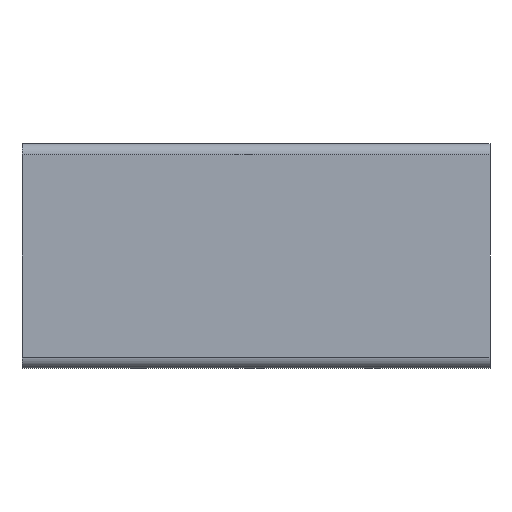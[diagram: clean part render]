
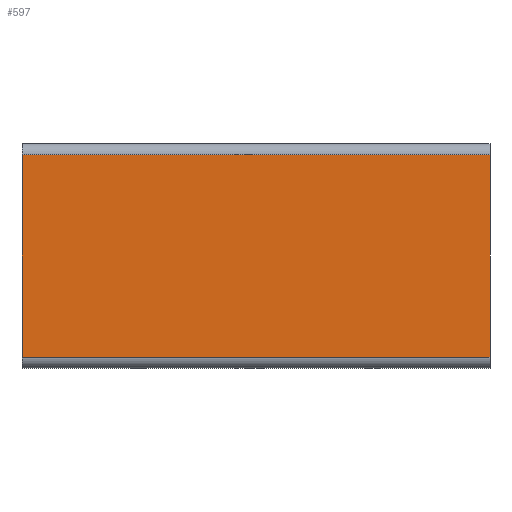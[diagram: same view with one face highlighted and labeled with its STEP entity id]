
A CAD part, left-side view. The second image highlights one B-rep face of the part: STEP entity #597.
In plain terms, the highlighted planar face has unit normal (-1, 0, 0).
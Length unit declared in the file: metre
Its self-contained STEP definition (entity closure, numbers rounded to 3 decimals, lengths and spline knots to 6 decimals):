
#61=ORIENTED_EDGE('',*,*,#224,.F.);
#62=ORIENTED_EDGE('',*,*,#225,.F.);
#63=ORIENTED_EDGE('',*,*,#220,.T.);
#64=ORIENTED_EDGE('',*,*,#226,.T.);
#220=EDGE_CURVE('',#300,#302,#348,.T.);
#224=EDGE_CURVE('',#306,#304,#352,.T.);
#225=EDGE_CURVE('',#300,#306,#353,.F.);
#226=EDGE_CURVE('',#302,#304,#354,.T.);
#300=VERTEX_POINT('',#904);
#302=VERTEX_POINT('',#908);
#304=VERTEX_POINT('',#913);
#306=VERTEX_POINT('',#917);
#348=LINE('',#909,#408);
#352=LINE('',#918,#412);
#353=LINE('',#920,#413);
#354=LINE('',#921,#414);
#408=VECTOR('',#719,1.);
#412=VECTOR('',#725,1.);
#413=VECTOR('',#728,1.);
#414=VECTOR('',#729,1.);
#467=EDGE_LOOP('',(#61,#62,#63,#64));
#517=FACE_BOUND('',#467,.T.);
#567=PLANE('',#651);
#597=ADVANCED_FACE('',(#517),#567,.T.);
#651=AXIS2_PLACEMENT_3D('',#919,#726,#727);
#719=DIRECTION('',(0.,0.,-1.));
#725=DIRECTION('',(0.,0.,-1.));
#726=DIRECTION('',(-1.,0.,0.));
#727=DIRECTION('',(0.,0.,1.));
#728=DIRECTION('',(0.,1.,0.));
#729=DIRECTION('',(0.,-1.,0.));
#904=CARTESIAN_POINT('',(0.,0.,0.114));
#908=CARTESIAN_POINT('',(0.,0.,0.006));
#909=CARTESIAN_POINT('',(0.,0.,0.075));
#913=CARTESIAN_POINT('',(0.,-0.25,0.006));
#917=CARTESIAN_POINT('',(0.,-0.25,0.114));
#918=CARTESIAN_POINT('',(0.,-0.25,0.075));
#919=CARTESIAN_POINT('',(0.,0.,0.075));
#920=CARTESIAN_POINT('',(0.,0.,0.114));
#921=CARTESIAN_POINT('',(0.,0.,0.006));
